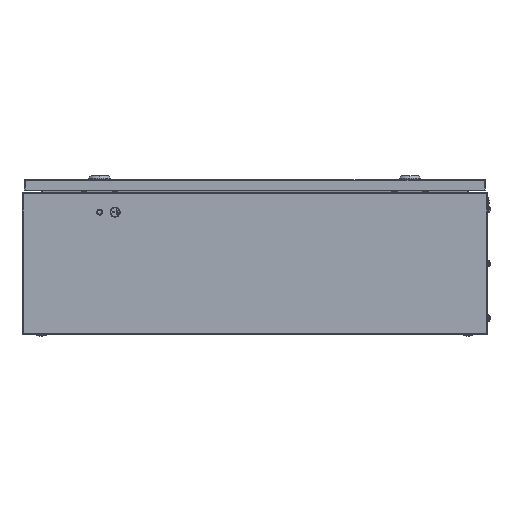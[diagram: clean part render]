
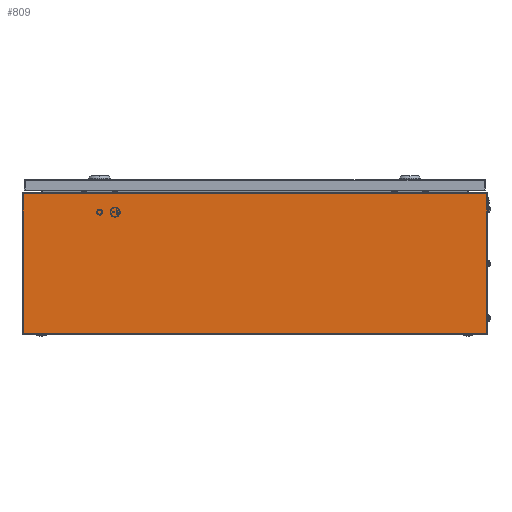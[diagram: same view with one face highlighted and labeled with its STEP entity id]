
A CAD part, left-side view. The second image highlights one B-rep face of the part: STEP entity #809.
In plain terms, the highlighted planar face has unit normal (-1, 0, 0).
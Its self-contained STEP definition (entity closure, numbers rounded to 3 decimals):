
#165 = CARTESIAN_POINT ( 'NONE',  ( 0., 0., 183. ) ) ;
#690 = VECTOR ( 'NONE', #22493, 1000. ) ;
#809 = ADVANCED_FACE ( 'NONE', ( #53380 ), #69165, .F. ) ;
#5578 = CARTESIAN_POINT ( 'NONE',  ( 0., 600., 183. ) ) ;
#6821 = EDGE_LOOP ( 'NONE', ( #7053, #38943, #48095, #55369 ) ) ;
#7053 = ORIENTED_EDGE ( 'NONE', *, *, #18879, .T. ) ;
#7696 = VERTEX_POINT ( 'NONE', #8699 ) ;
#8699 = CARTESIAN_POINT ( 'NONE',  ( 0., 600., 183. ) ) ;
#13237 = DIRECTION ( 'NONE',  ( 0., -1., 0. ) ) ;
#15764 = LINE ( 'NONE', #5578, #21876 ) ;
#16768 = DIRECTION ( 'NONE',  ( 1., 0., 0. ) ) ;
#18879 = EDGE_CURVE ( 'NONE', #31911, #39496, #28722, .T. ) ;
#21876 = VECTOR ( 'NONE', #32665, 1000. ) ;
#22493 = DIRECTION ( 'NONE',  ( 0., -1., 0. ) ) ;
#26627 = CARTESIAN_POINT ( 'NONE',  ( 0., 0., 183. ) ) ;
#28722 = LINE ( 'NONE', #50207, #35558 ) ;
#29321 = CARTESIAN_POINT ( 'NONE',  ( 0., 600., 0. ) ) ;
#29335 = EDGE_CURVE ( 'NONE', #7696, #31911, #15764, .T. ) ;
#31707 = VECTOR ( 'NONE', #53027, 1000. ) ;
#31911 = VERTEX_POINT ( 'NONE', #29321 ) ;
#32665 = DIRECTION ( 'NONE',  ( 0., 0., -1. ) ) ;
#32953 = DIRECTION ( 'NONE',  ( 0., 0., -1. ) ) ;
#34728 = EDGE_CURVE ( 'NONE', #7696, #48322, #59865, .T. ) ;
#35558 = VECTOR ( 'NONE', #13237, 1000. ) ;
#38943 = ORIENTED_EDGE ( 'NONE', *, *, #59986, .F. ) ;
#39496 = VERTEX_POINT ( 'NONE', #52445 ) ;
#43345 = AXIS2_PLACEMENT_3D ( 'NONE', #26627, #16768, #32953 ) ;
#48095 = ORIENTED_EDGE ( 'NONE', *, *, #34728, .F. ) ;
#48322 = VERTEX_POINT ( 'NONE', #165 ) ;
#50207 = CARTESIAN_POINT ( 'NONE',  ( 0., 0., 0. ) ) ;
#52445 = CARTESIAN_POINT ( 'NONE',  ( 0., 0., 0. ) ) ;
#53027 = DIRECTION ( 'NONE',  ( 0., 0., -1. ) ) ;
#53380 = FACE_OUTER_BOUND ( 'NONE', #6821, .T. ) ;
#54551 = CARTESIAN_POINT ( 'NONE',  ( 0., 0., 183. ) ) ;
#55369 = ORIENTED_EDGE ( 'NONE', *, *, #29335, .T. ) ;
#57944 = CARTESIAN_POINT ( 'NONE',  ( 0., 0., 183. ) ) ;
#59865 = LINE ( 'NONE', #54551, #690 ) ;
#59986 = EDGE_CURVE ( 'NONE', #48322, #39496, #61821, .T. ) ;
#61821 = LINE ( 'NONE', #57944, #31707 ) ;
#69165 = PLANE ( 'NONE',  #43345 ) ;
